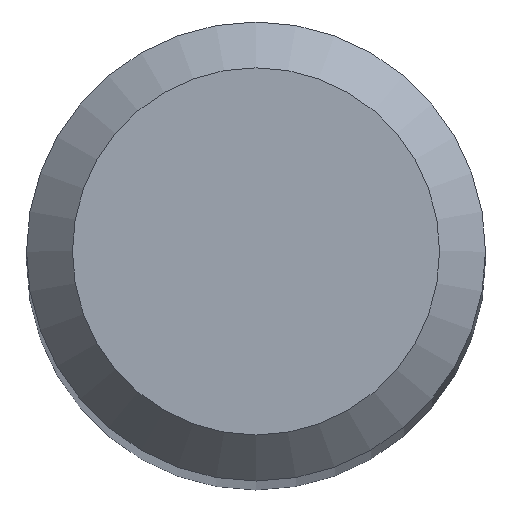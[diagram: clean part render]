
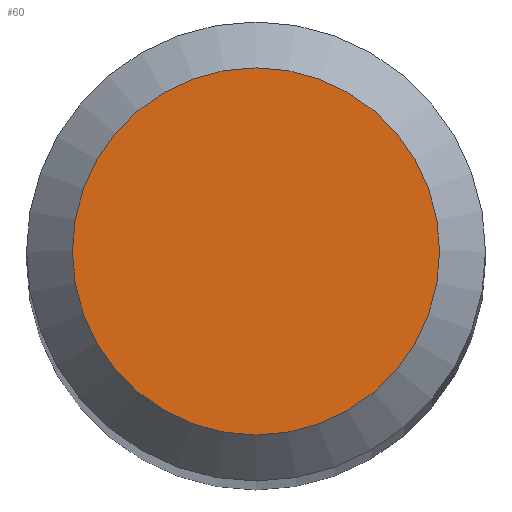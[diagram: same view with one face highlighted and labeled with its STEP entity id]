
A CAD part, top view. The second image highlights one B-rep face of the part: STEP entity #60.
In plain terms, the highlighted planar face has unit normal (0, 0, 1).
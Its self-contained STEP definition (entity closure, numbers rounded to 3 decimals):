
#24 = CARTESIAN_POINT ( 'NONE',  ( 0., 1.2, 61. ) ) ;
#60 = ADVANCED_FACE ( 'NONE', ( #232 ), #285, .F. ) ;
#86 = CARTESIAN_POINT ( 'NONE',  ( 0., 0., 61. ) ) ;
#110 = DIRECTION ( 'NONE',  ( 0., 0., -1. ) ) ;
#112 = CARTESIAN_POINT ( 'NONE',  ( 0., 0., 61. ) ) ;
#130 = EDGE_CURVE ( 'NONE', #148, #148, #245, .T. ) ;
#148 = VERTEX_POINT ( 'NONE', #24 ) ;
#209 = AXIS2_PLACEMENT_3D ( 'NONE', #86, #110, #301 ) ;
#214 = EDGE_LOOP ( 'NONE', ( #271 ) ) ;
#231 = DIRECTION ( 'NONE',  ( 0., 0., -1. ) ) ;
#232 = FACE_OUTER_BOUND ( 'NONE', #214, .T. ) ;
#245 = CIRCLE ( 'NONE', #278, 1.2 ) ;
#256 = DIRECTION ( 'NONE',  ( 0., 1., 0. ) ) ;
#271 = ORIENTED_EDGE ( 'NONE', *, *, #130, .F. ) ;
#278 = AXIS2_PLACEMENT_3D ( 'NONE', #112, #231, #256 ) ;
#285 = PLANE ( 'NONE',  #209 ) ;
#301 = DIRECTION ( 'NONE',  ( 0., 1., 0. ) ) ;
